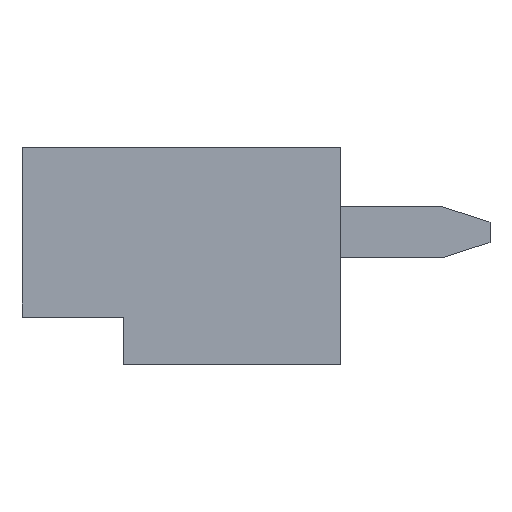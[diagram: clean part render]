
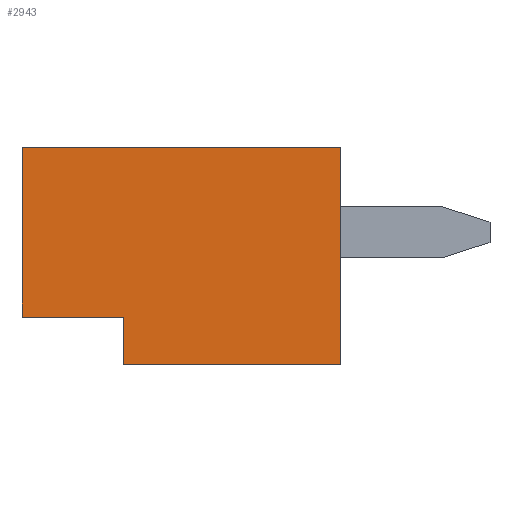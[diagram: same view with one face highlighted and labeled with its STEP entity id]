
A CAD part, left-side view. The second image highlights one B-rep face of the part: STEP entity #2943.
In plain terms, the highlighted planar face has unit normal (-1, 0, 0).
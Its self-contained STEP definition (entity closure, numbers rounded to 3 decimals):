
#193=FACE_OUTER_BOUND('',#352,.T.);
#352=EDGE_LOOP('',(#2597,#2598,#2599,#2600,#2601,#2602));
#633=LINE('',#4399,#1037);
#653=LINE('',#4438,#1057);
#658=LINE('',#4450,#1062);
#663=LINE('',#4460,#1067);
#682=LINE('',#4497,#1086);
#689=LINE('',#4510,#1093);
#1037=VECTOR('',#3619,10.);
#1057=VECTOR('',#3641,10.);
#1062=VECTOR('',#3648,10.);
#1067=VECTOR('',#3655,10.);
#1086=VECTOR('',#3682,10.);
#1093=VECTOR('',#3691,10.);
#1337=VERTEX_POINT('',#4396);
#1338=VERTEX_POINT('',#4398);
#1356=VERTEX_POINT('',#4436);
#1361=VERTEX_POINT('',#4447);
#1362=VERTEX_POINT('',#4449);
#1366=VERTEX_POINT('',#4459);
#1697=EDGE_CURVE('',#1338,#1337,#633,.T.);
#1717=EDGE_CURVE('',#1337,#1356,#653,.T.);
#1722=EDGE_CURVE('',#1362,#1361,#658,.T.);
#1727=EDGE_CURVE('',#1366,#1362,#663,.T.);
#1746=EDGE_CURVE('',#1366,#1356,#682,.T.);
#1753=EDGE_CURVE('',#1338,#1361,#689,.T.);
#2597=ORIENTED_EDGE('',*,*,#1722,.T.);
#2598=ORIENTED_EDGE('',*,*,#1753,.F.);
#2599=ORIENTED_EDGE('',*,*,#1697,.T.);
#2600=ORIENTED_EDGE('',*,*,#1717,.T.);
#2601=ORIENTED_EDGE('',*,*,#1746,.F.);
#2602=ORIENTED_EDGE('',*,*,#1727,.T.);
#2788=PLANE('',#3118);
#2943=ADVANCED_FACE('',(#193),#2788,.T.);
#3118=AXIS2_PLACEMENT_3D('',#4656,#3835,#3836);
#3619=DIRECTION('',(0.,0.,1.));
#3641=DIRECTION('',(0.,1.,0.));
#3648=DIRECTION('',(0.,0.,-1.));
#3655=DIRECTION('',(0.,-1.,0.));
#3682=DIRECTION('',(0.,0.,1.));
#3691=DIRECTION('',(0.,1.,0.));
#3835=DIRECTION('center_axis',(-1.,0.,0.));
#3836=DIRECTION('ref_axis',(0.,0.,1.));
#4396=CARTESIAN_POINT('',(0.,0.,0.));
#4398=CARTESIAN_POINT('',(0.,0.,-3.2));
#4399=CARTESIAN_POINT('',(0.,0.,-3.2));
#4436=CARTESIAN_POINT('',(0.,4.7,0.));
#4438=CARTESIAN_POINT('',(0.,0.,0.));
#4447=CARTESIAN_POINT('',(0.,3.2,-3.2));
#4449=CARTESIAN_POINT('',(0.,3.2,-2.5));
#4450=CARTESIAN_POINT('',(0.,3.2,-2.85));
#4459=CARTESIAN_POINT('',(0.,4.7,-2.5));
#4460=CARTESIAN_POINT('',(0.,2.35,-2.5));
#4497=CARTESIAN_POINT('',(0.,4.7,-3.2));
#4510=CARTESIAN_POINT('',(0.,0.,-3.2));
#4656=CARTESIAN_POINT('Origin',(0.,0.,-3.2));
